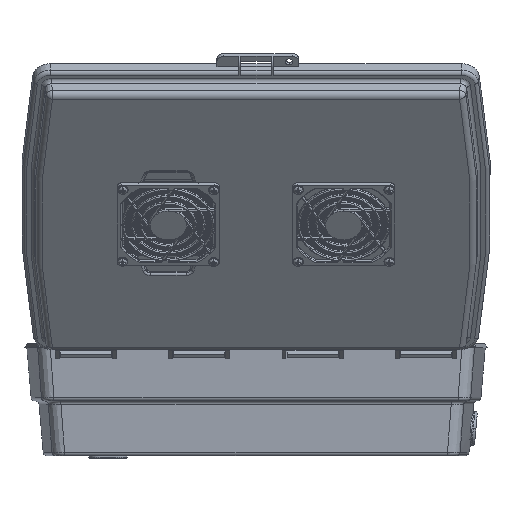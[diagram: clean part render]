
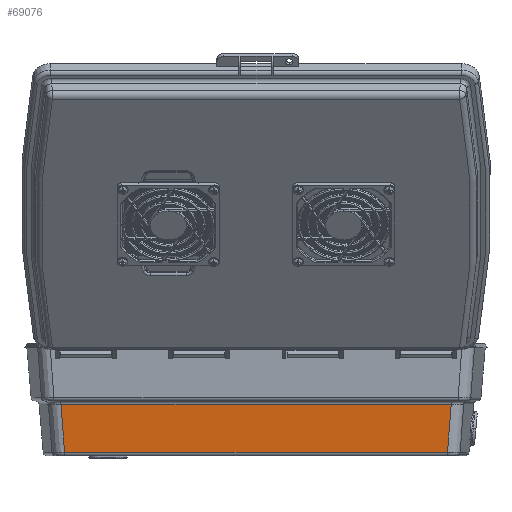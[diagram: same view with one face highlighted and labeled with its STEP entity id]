
A CAD part, left-side view. The second image highlights one B-rep face of the part: STEP entity #69076.
In plain terms, the highlighted face is planar.
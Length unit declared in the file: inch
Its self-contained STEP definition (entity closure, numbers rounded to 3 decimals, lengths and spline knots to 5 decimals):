
#63 = CARTESIAN_POINT ( 'NONE',  ( 4.85626, -5.94844, -0.61711 ) ) ;
#3745 = ORIENTED_EDGE ( 'NONE', *, *, #18044, .T. ) ;
#5427 = VERTEX_POINT ( 'NONE', #14178 ) ;
#7362 = CARTESIAN_POINT ( 'NONE',  ( 4.94094, 6.02214, -1.5851 ) ) ;
#14178 = CARTESIAN_POINT ( 'NONE',  ( 4.94094, -6.02214, -1.5851 ) ) ;
#16724 = CARTESIAN_POINT ( 'NONE',  ( 4.8117, -5.90959, -0.10782 ) ) ;
#17985 = CARTESIAN_POINT ( 'NONE',  ( 4.94094, -6.02214, -1.5851 ) ) ;
#18044 = EDGE_CURVE ( 'NONE', #5427, #43480, #52541, .T. ) ;
#18350 = CARTESIAN_POINT ( 'NONE',  ( 4.89934, -5.98596, -1.10954 ) ) ;
#19282 = AXIS2_PLACEMENT_3D ( 'NONE', #53651, #35438, #64737 ) ;
#22718 = B_SPLINE_CURVE_WITH_KNOTS ( 'NONE', 3,
 ( #7362, #31702, #54141, #26012, #48473, #43513, #60261 ),
 .UNSPECIFIED., .F., .F.,
 ( 4, 3, 4 ),
 ( 0.00276, 0.021, 0.04053 ),
 .UNSPECIFIED. ) ;
#23711 = CARTESIAN_POINT ( 'NONE',  ( 4.87854, -5.96784, -0.87176 ) ) ;
#24575 = EDGE_LOOP ( 'NONE', ( #27639, #3745, #25202, #43556 ) ) ;
#25202 = ORIENTED_EDGE ( 'NONE', *, *, #28060, .T. ) ;
#26012 = CARTESIAN_POINT ( 'NONE',  ( 4.87854, 5.96784, -0.87176 ) ) ;
#27536 = LINE ( 'NONE', #50702, #29865 ) ;
#27639 = ORIENTED_EDGE ( 'NONE', *, *, #66565, .T. ) ;
#28060 = EDGE_CURVE ( 'NONE', #43480, #65141, #22718, .T. ) ;
#29865 = VECTOR ( 'NONE', #39717, 39.37008 ) ;
#30116 = PLANE ( 'NONE',  #19282 ) ;
#31702 = CARTESIAN_POINT ( 'NONE',  ( 4.92014, 6.00406, -1.34732 ) ) ;
#34699 = DIRECTION ( 'NONE',  ( 0., 1., 0. ) ) ;
#35438 = DIRECTION ( 'NONE',  ( 0.996, 0., 0.087 ) ) ;
#36541 = CARTESIAN_POINT ( 'NONE',  ( 4.94094, 6.02214, -1.5851 ) ) ;
#39717 = DIRECTION ( 'NONE',  ( 0., -1., 0. ) ) ;
#43480 = VERTEX_POINT ( 'NONE', #36541 ) ;
#43513 = CARTESIAN_POINT ( 'NONE',  ( 4.83398, 5.92902, -0.36246 ) ) ;
#43556 = ORIENTED_EDGE ( 'NONE', *, *, #46954, .T. ) ;
#46526 = CARTESIAN_POINT ( 'NONE',  ( 4.92014, -6.00406, -1.34732 ) ) ;
#46954 = EDGE_CURVE ( 'NONE', #65141, #62553, #27536, .T. ) ;
#47252 = CARTESIAN_POINT ( 'NONE',  ( 4.94094, 6.2418, -1.5851 ) ) ;
#48473 = CARTESIAN_POINT ( 'NONE',  ( 4.85626, 5.94844, -0.61711 ) ) ;
#50702 = CARTESIAN_POINT ( 'NONE',  ( 4.8117, 6.2418, -0.10782 ) ) ;
#51447 = CARTESIAN_POINT ( 'NONE',  ( 4.83398, -5.92902, -0.36246 ) ) ;
#51968 = CARTESIAN_POINT ( 'NONE',  ( 4.8117, 5.90959, -0.10782 ) ) ;
#52328 = B_SPLINE_CURVE_WITH_KNOTS ( 'NONE', 3,
 ( #70085, #51447, #63, #23711, #18350, #46526, #17985 ),
 .UNSPECIFIED., .F., .F.,
 ( 4, 3, 4 ),
 ( 0.00276, 0.02229, 0.04053 ),
 .UNSPECIFIED. ) ;
#52541 = LINE ( 'NONE', #47252, #69728 ) ;
#53651 = CARTESIAN_POINT ( 'NONE',  ( 4.80227, 6.2418, 0. ) ) ;
#54141 = CARTESIAN_POINT ( 'NONE',  ( 4.89934, 5.98596, -1.10954 ) ) ;
#57877 = FACE_OUTER_BOUND ( 'NONE', #24575, .T. ) ;
#60261 = CARTESIAN_POINT ( 'NONE',  ( 4.8117, 5.90959, -0.10782 ) ) ;
#62553 = VERTEX_POINT ( 'NONE', #16724 ) ;
#64737 = DIRECTION ( 'NONE',  ( 0.087, 0., -0.996 ) ) ;
#65141 = VERTEX_POINT ( 'NONE', #51968 ) ;
#66565 = EDGE_CURVE ( 'NONE', #62553, #5427, #52328, .T. ) ;
#69076 = ADVANCED_FACE ( 'NONE', ( #57877 ), #30116, .T. ) ;
#69728 = VECTOR ( 'NONE', #34699, 39.37008 ) ;
#70085 = CARTESIAN_POINT ( 'NONE',  ( 4.8117, -5.90959, -0.10782 ) ) ;
